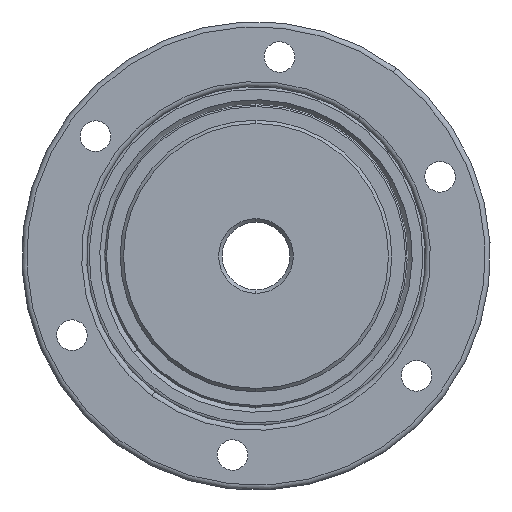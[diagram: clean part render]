
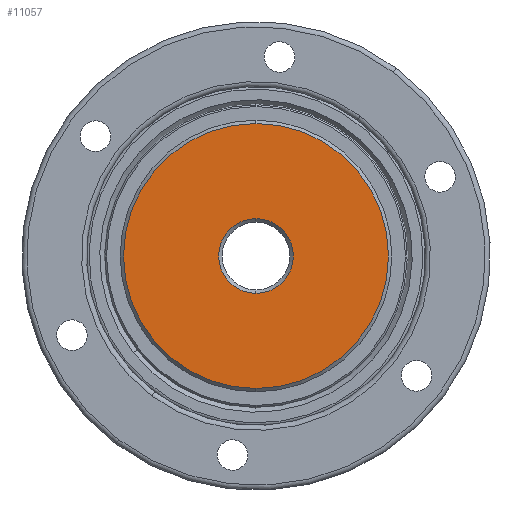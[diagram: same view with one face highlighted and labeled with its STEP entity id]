
A CAD part, front view. The second image highlights one B-rep face of the part: STEP entity #11057.
In plain terms, the highlighted planar face has unit normal (0, -1, 0).
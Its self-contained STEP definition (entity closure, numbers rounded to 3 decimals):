
#396 = EDGE_CURVE ( 'NONE', #10616, #9225, #5395, .T. ) ;
#456 = DIRECTION ( 'NONE',  ( 0., -1., 0. ) ) ;
#773 = AXIS2_PLACEMENT_3D ( 'NONE', #9318, #9259, #9212 ) ;
#1732 = CIRCLE ( 'NONE', #773, 11. ) ;
#1988 = EDGE_CURVE ( 'NONE', #9225, #10616, #1732, .T. ) ;
#2552 = ORIENTED_EDGE ( 'NONE', *, *, #13762, .T. ) ;
#2856 = CIRCLE ( 'NONE', #6405, 39. ) ;
#3017 = EDGE_LOOP ( 'NONE', ( #2552, #13940 ) ) ;
#3580 = VERTEX_POINT ( 'NONE', #10483 ) ;
#4596 = DIRECTION ( 'NONE',  ( 0., -1., 0. ) ) ;
#5395 = CIRCLE ( 'NONE', #12501, 11. ) ;
#5425 = CARTESIAN_POINT ( 'NONE',  ( 0., 0., 11. ) ) ;
#5456 = DIRECTION ( 'NONE',  ( 0., 1., 0. ) ) ;
#5727 = DIRECTION ( 'NONE',  ( 0., -1., 0. ) ) ;
#6405 = AXIS2_PLACEMENT_3D ( 'NONE', #12312, #5727, #13406 ) ;
#6486 = CARTESIAN_POINT ( 'NONE',  ( 0., 0., -39. ) ) ;
#6953 = CARTESIAN_POINT ( 'NONE',  ( 0., 0., 0. ) ) ;
#6977 = CARTESIAN_POINT ( 'NONE',  ( 0., 0., -11. ) ) ;
#6982 = CIRCLE ( 'NONE', #11643, 39. ) ;
#7343 = AXIS2_PLACEMENT_3D ( 'NONE', #11155, #4596, #12258 ) ;
#8047 = DIRECTION ( 'NONE',  ( 0., 0., -1. ) ) ;
#9212 = DIRECTION ( 'NONE',  ( 0., 0., -1. ) ) ;
#9225 = VERTEX_POINT ( 'NONE', #5425 ) ;
#9259 = DIRECTION ( 'NONE',  ( 0., 1., 0. ) ) ;
#9318 = CARTESIAN_POINT ( 'NONE',  ( 0., 0., 0. ) ) ;
#9804 = VERTEX_POINT ( 'NONE', #6486 ) ;
#9934 = EDGE_CURVE ( 'NONE', #9804, #3580, #6982, .T. ) ;
#9975 = PLANE ( 'NONE',  #7343 ) ;
#10483 = CARTESIAN_POINT ( 'NONE',  ( 0., 0., 39. ) ) ;
#10616 = VERTEX_POINT ( 'NONE', #6977 ) ;
#11057 = ADVANCED_FACE ( 'NONE', ( #11388, #11735 ), #9975, .T. ) ;
#11155 = CARTESIAN_POINT ( 'NONE',  ( -10., 0., 0. ) ) ;
#11258 = DIRECTION ( 'NONE',  ( 0., 0., -1. ) ) ;
#11277 = CARTESIAN_POINT ( 'NONE',  ( 0., 0., 0. ) ) ;
#11388 = FACE_OUTER_BOUND ( 'NONE', #3017, .T. ) ;
#11643 = AXIS2_PLACEMENT_3D ( 'NONE', #6953, #456, #8047 ) ;
#11735 = FACE_BOUND ( 'NONE', #12021, .T. ) ;
#12021 = EDGE_LOOP ( 'NONE', ( #13169, #13958 ) ) ;
#12258 = DIRECTION ( 'NONE',  ( 0., 0., -1. ) ) ;
#12312 = CARTESIAN_POINT ( 'NONE',  ( 0., 0., 0. ) ) ;
#12501 = AXIS2_PLACEMENT_3D ( 'NONE', #11277, #5456, #11258 ) ;
#13169 = ORIENTED_EDGE ( 'NONE', *, *, #396, .T. ) ;
#13406 = DIRECTION ( 'NONE',  ( 0., 0., -1. ) ) ;
#13762 = EDGE_CURVE ( 'NONE', #3580, #9804, #2856, .T. ) ;
#13940 = ORIENTED_EDGE ( 'NONE', *, *, #9934, .T. ) ;
#13958 = ORIENTED_EDGE ( 'NONE', *, *, #1988, .T. ) ;
